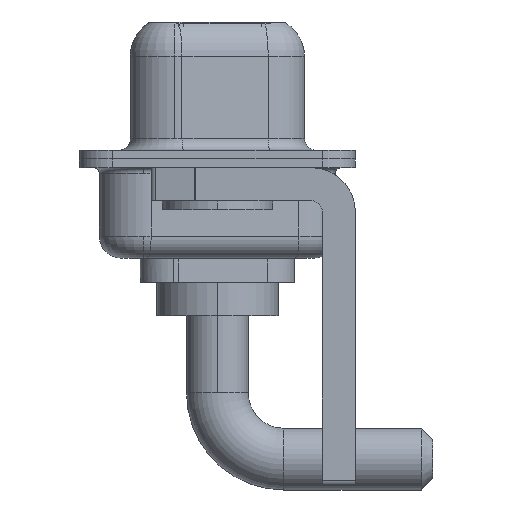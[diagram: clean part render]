
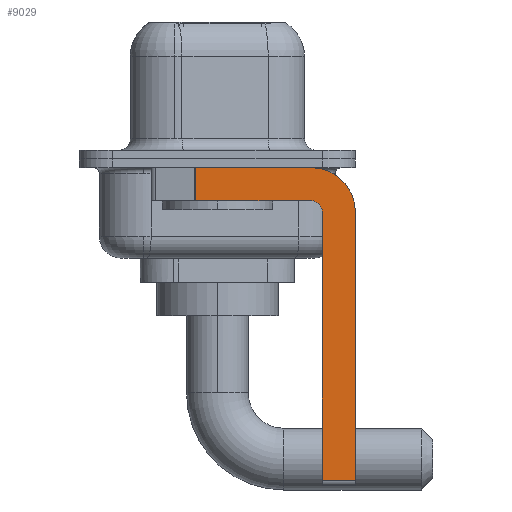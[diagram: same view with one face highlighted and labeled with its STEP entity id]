
A CAD part, left-side view. The second image highlights one B-rep face of the part: STEP entity #9029.
In plain terms, the highlighted planar face has unit normal (-1, 0, 0).
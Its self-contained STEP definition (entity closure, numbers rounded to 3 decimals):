
#2 = ORIENTED_EDGE ( 'NONE', *, *, #10875, .T. ) ;
#242 = CARTESIAN_POINT ( 'NONE',  ( -2.9, -4.25, -2.4 ) ) ;
#285 = ORIENTED_EDGE ( 'NONE', *, *, #8788, .F. ) ;
#458 = EDGE_CURVE ( 'NONE', #3985, #1903, #11429, .T. ) ;
#498 = ORIENTED_EDGE ( 'NONE', *, *, #4991, .F. ) ;
#639 = EDGE_CURVE ( 'NONE', #3816, #9517, #8293, .T. ) ;
#1210 = VECTOR ( 'NONE', #4142, 1000. ) ;
#1329 = DIRECTION ( 'NONE',  ( 0., 0., 1. ) ) ;
#1413 = CARTESIAN_POINT ( 'NONE',  ( -2.9, -4.25, -1.9 ) ) ;
#1712 = VECTOR ( 'NONE', #7109, 1000. ) ;
#1834 = LINE ( 'NONE', #5999, #8230 ) ;
#1898 = CARTESIAN_POINT ( 'NONE',  ( -2.9, -4.75, -14.55 ) ) ;
#1903 = VERTEX_POINT ( 'NONE', #7700 ) ;
#1945 = DIRECTION ( 'NONE',  ( 0., 0., 1. ) ) ;
#2068 = DIRECTION ( 'NONE',  ( 0., -1., 0. ) ) ;
#2539 = CARTESIAN_POINT ( 'NONE',  ( -2.9, -6.25, -2.4 ) ) ;
#2990 = VECTOR ( 'NONE', #6824, 1000. ) ;
#3192 = AXIS2_PLACEMENT_3D ( 'NONE', #8499, #6370, #10738 ) ;
#3266 = EDGE_CURVE ( 'NONE', #1903, #10523, #7593, .T. ) ;
#3578 = ORIENTED_EDGE ( 'NONE', *, *, #6386, .T. ) ;
#3779 = CARTESIAN_POINT ( 'NONE',  ( -2.9, 0.978, -1.9 ) ) ;
#3787 = EDGE_LOOP ( 'NONE', ( #8488, #3578, #13209, #285, #9539, #2, #498, #11616 ) ) ;
#3816 = VERTEX_POINT ( 'NONE', #1413 ) ;
#3971 = VERTEX_POINT ( 'NONE', #9119 ) ;
#3985 = VERTEX_POINT ( 'NONE', #5278 ) ;
#4142 = DIRECTION ( 'NONE',  ( 0., -1., 0. ) ) ;
#4185 = CARTESIAN_POINT ( 'NONE',  ( -2.9, -4.75, -14.8 ) ) ;
#4517 = CARTESIAN_POINT ( 'NONE',  ( -2.9, -4.25, -2.4 ) ) ;
#4580 = DIRECTION ( 'NONE',  ( 1., 0., 0. ) ) ;
#4991 = EDGE_CURVE ( 'NONE', #10523, #7215, #1834, .T. ) ;
#5204 = DIRECTION ( 'NONE',  ( -1., 0., 0. ) ) ;
#5213 = LINE ( 'NONE', #4185, #7580 ) ;
#5278 = CARTESIAN_POINT ( 'NONE',  ( -2.9, 0.978, -0.4 ) ) ;
#5999 = CARTESIAN_POINT ( 'NONE',  ( -2.9, -6.25, -2.4 ) ) ;
#6370 = DIRECTION ( 'NONE',  ( 1., 0., 0. ) ) ;
#6386 = EDGE_CURVE ( 'NONE', #3985, #9517, #10982, .T. ) ;
#6824 = DIRECTION ( 'NONE',  ( 0., 0., -1. ) ) ;
#7109 = DIRECTION ( 'NONE',  ( 0., 1., 0. ) ) ;
#7205 = CARTESIAN_POINT ( 'NONE',  ( -2.9, 3., -0.4 ) ) ;
#7215 = VERTEX_POINT ( 'NONE', #8974 ) ;
#7580 = VECTOR ( 'NONE', #1945, 1000. ) ;
#7593 = CIRCLE ( 'NONE', #3192, 2. ) ;
#7700 = CARTESIAN_POINT ( 'NONE',  ( -2.9, -4.25, -0.4 ) ) ;
#8122 = LINE ( 'NONE', #10456, #1210 ) ;
#8230 = VECTOR ( 'NONE', #9148, 1000. ) ;
#8293 = LINE ( 'NONE', #13451, #1712 ) ;
#8408 = VECTOR ( 'NONE', #2068, 1000. ) ;
#8488 = ORIENTED_EDGE ( 'NONE', *, *, #458, .F. ) ;
#8499 = CARTESIAN_POINT ( 'NONE',  ( -2.9, -4.25, -2.4 ) ) ;
#8788 = EDGE_CURVE ( 'NONE', #3971, #3816, #12920, .T. ) ;
#8974 = CARTESIAN_POINT ( 'NONE',  ( -2.9, -6.25, -14.55 ) ) ;
#9029 = ADVANCED_FACE ( 'NONE', ( #9993 ), #10749, .F. ) ;
#9119 = CARTESIAN_POINT ( 'NONE',  ( -2.9, -4.75, -2.4 ) ) ;
#9148 = DIRECTION ( 'NONE',  ( 0., 0., -1. ) ) ;
#9517 = VERTEX_POINT ( 'NONE', #10866 ) ;
#9539 = ORIENTED_EDGE ( 'NONE', *, *, #13359, .F. ) ;
#9993 = FACE_OUTER_BOUND ( 'NONE', #3787, .T. ) ;
#10100 = AXIS2_PLACEMENT_3D ( 'NONE', #242, #5204, #1329 ) ;
#10456 = CARTESIAN_POINT ( 'NONE',  ( -2.9, -4.25, -14.55 ) ) ;
#10523 = VERTEX_POINT ( 'NONE', #2539 ) ;
#10738 = DIRECTION ( 'NONE',  ( 0., 0., -1. ) ) ;
#10749 = PLANE ( 'NONE',  #12261 ) ;
#10866 = CARTESIAN_POINT ( 'NONE',  ( -2.9, 0.978, -1.9 ) ) ;
#10875 = EDGE_CURVE ( 'NONE', #10927, #7215, #8122, .T. ) ;
#10927 = VERTEX_POINT ( 'NONE', #1898 ) ;
#10982 = LINE ( 'NONE', #3779, #2990 ) ;
#11429 = LINE ( 'NONE', #7205, #8408 ) ;
#11616 = ORIENTED_EDGE ( 'NONE', *, *, #3266, .F. ) ;
#11829 = DIRECTION ( 'NONE',  ( 0., 0., -1. ) ) ;
#12261 = AXIS2_PLACEMENT_3D ( 'NONE', #4517, #4580, #11829 ) ;
#12920 = CIRCLE ( 'NONE', #10100, 0.5 ) ;
#13209 = ORIENTED_EDGE ( 'NONE', *, *, #639, .F. ) ;
#13359 = EDGE_CURVE ( 'NONE', #10927, #3971, #5213, .T. ) ;
#13451 = CARTESIAN_POINT ( 'NONE',  ( -2.9, -4.25, -1.9 ) ) ;
